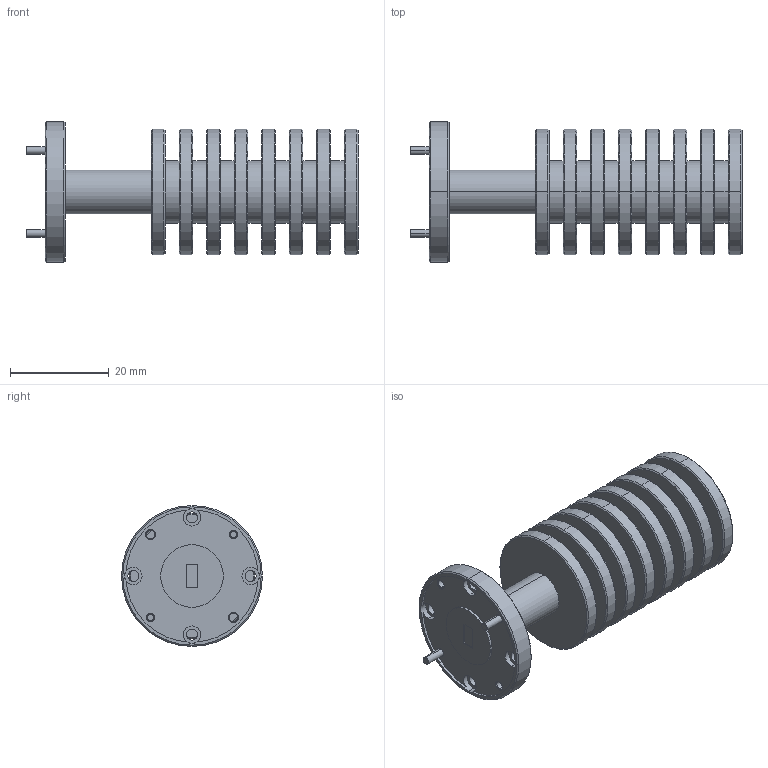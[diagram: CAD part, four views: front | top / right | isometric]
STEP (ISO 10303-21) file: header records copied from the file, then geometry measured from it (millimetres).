
FILE_DESCRIPTION (( 'STEP AP214' ), '1' );
FILE_NAME ('SWL-1937-S1.STEP', '2024-12-13T19:28:04', ( '' ), ( '' ), 'SwSTEP 2.0', 'SolidWorks 2021', '' );
FILE_SCHEMA (( 'AUTOMOTIVE_DESIGN' ));
Length unit declared in the file: inch
Products named in the file (1): SWL-1937-S1
Bounding box: 67.37 x 28.57 x 28.57 mm (x, y, z)
Volume: 17078.4 mm3; surface area: 13403.5 mm2
Topology: 7 solids, 7 shells, 252 faces, 539 edges, 310 vertices
Faces by surface type: cone 97, cylinder 82, plane 73
Entity records: 7137 total; most frequent: CARTESIAN_POINT 1477, DIRECTION 1263, ORIENTED_EDGE 1054, EDGE_CURVE 527, AXIS2_PLACEMENT_3D 516, VERTEX_POINT 310, EDGE_LOOP 297, CIRCLE 263
